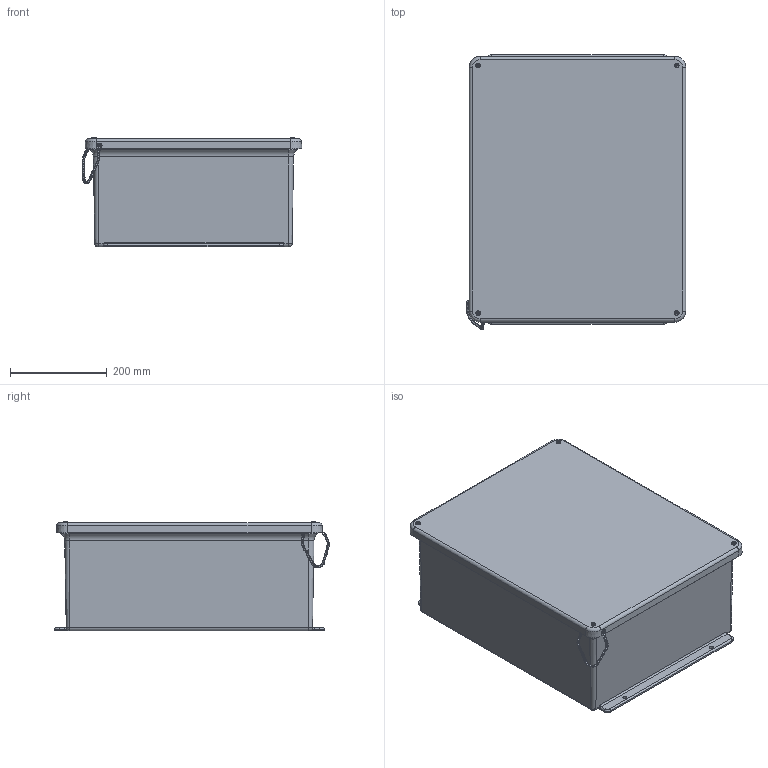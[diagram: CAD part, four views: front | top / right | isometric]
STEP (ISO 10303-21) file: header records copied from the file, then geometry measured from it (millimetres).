
FILE_DESCRIPTION(/* description */ (''),/* implementation_level */ '2;1');
FILE_NAME(/* name */ 'HW-J201608SC.stp',/* time_stamp */ '2014-03-17T08:46:20-05:00',/* author */ ('pmescher'),/* organization */ (''),/* preprocessor_version */ 'ST-DEVELOPER v15.2',/* originating_system */ 'Autodesk Inventor 2014',/* authorisation */ '');
FILE_SCHEMA (('AUTOMOTIVE_DESIGN { 1 0 10303 214 3 1 1 }'));
Length unit declared in the file: inch
Products named in the file (21): J2016W_1; RMINS45821P_1; RMINS45821P_2; RMINS45821P_3; RMINS45821P_4; RMINS45821P_5; RMINS45821P_6; RMINS45821P_7; RMINS45821P_8; J2016BW; J2016WCVR; GASKET_2016; WP2016WU; END; CURVED CHAIN_2016; 10SS_2016; RMSC10X063PHCPH; RMWAS283X126X026; RMRIV44; RMRIV43; J2016W_STP
Bounding box: 455.13 x 569.79 x 227.2 mm (x, y, z)
Volume: 4622284.1 mm3; surface area: 1861410.5 mm2
Topology: 21 solids, 21 shells, 859 faces, 2153 edges, 1353 vertices
Faces by surface type: cylinder 289, cone 213, plane 189, bspline 76, torus 56, sphere 36
Full cylindrical faces by diameter (mm): 3.175 x2, 3.2 x1, 3.556 x7, 3.683 x4, 3.861 x5, 3.962 x7, 3.967 x80, 4.762 x2, 4.826 x80, 5.537 x4, 6.35 x2, 6.858 x8, 7.188 x1
Entity records: 17839 total; most frequent: CARTESIAN_POINT 6790, DIRECTION 2382, ORIENTED_EDGE 1920, AXIS2_PLACEMENT_3D 1033, EDGE_CURVE 960, EDGE_LOOP 731, VERTEX_POINT 667, ADVANCED_FACE 508
